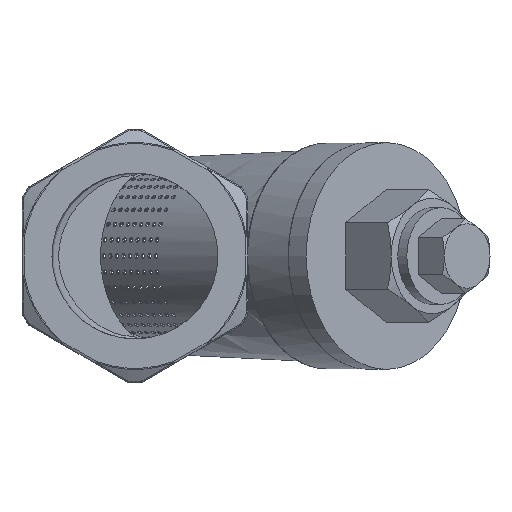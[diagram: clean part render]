
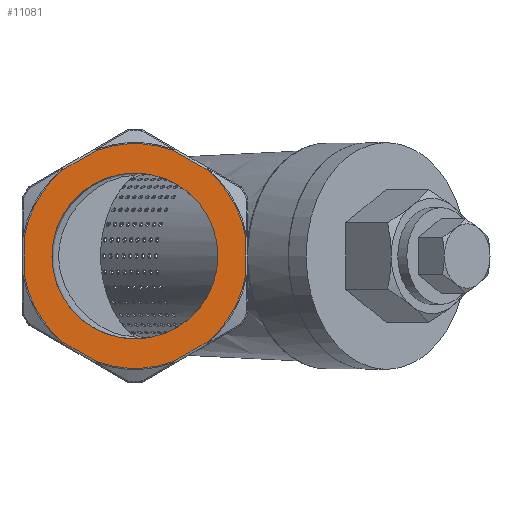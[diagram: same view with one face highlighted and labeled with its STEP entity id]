
A CAD part, left-side view. The second image highlights one B-rep face of the part: STEP entity #11081.
In plain terms, the highlighted planar face has unit normal (-1, 0, 0).
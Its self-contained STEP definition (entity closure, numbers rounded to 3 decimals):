
#1124=CIRCLE('',#11779,18.);
#1132=CIRCLE('',#11792,24.366);
#1188=CIRCLE('',#11889,24.366);
#1189=CIRCLE('',#11890,24.366);
#1190=CIRCLE('',#11891,24.366);
#1191=CIRCLE('',#11892,24.366);
#1192=CIRCLE('',#11893,24.366);
#2238=ORIENTED_EDGE('',*,*,#4861,.F.);
#2239=ORIENTED_EDGE('',*,*,#5021,.F.);
#2240=ORIENTED_EDGE('',*,*,#5022,.T.);
#2241=ORIENTED_EDGE('',*,*,#5023,.F.);
#2242=ORIENTED_EDGE('',*,*,#5024,.T.);
#2243=ORIENTED_EDGE('',*,*,#5025,.F.);
#2244=ORIENTED_EDGE('',*,*,#5026,.T.);
#2245=ORIENTED_EDGE('',*,*,#5027,.F.);
#2246=ORIENTED_EDGE('',*,*,#5028,.T.);
#2247=ORIENTED_EDGE('',*,*,#5029,.F.);
#2248=ORIENTED_EDGE('',*,*,#5030,.T.);
#2249=ORIENTED_EDGE('',*,*,#5031,.F.);
#2250=ORIENTED_EDGE('',*,*,#4877,.T.);
#4861=EDGE_CURVE('',#6276,#6276,#1124,.T.);
#4877=EDGE_CURVE('',#6290,#6289,#1132,.T.);
#5021=EDGE_CURVE('',#6402,#6289,#7341,.T.);
#5022=EDGE_CURVE('',#6402,#6403,#1188,.T.);
#5023=EDGE_CURVE('',#6404,#6403,#7342,.T.);
#5024=EDGE_CURVE('',#6404,#6405,#1189,.T.);
#5025=EDGE_CURVE('',#6406,#6405,#7343,.T.);
#5026=EDGE_CURVE('',#6406,#6407,#1190,.T.);
#5027=EDGE_CURVE('',#6408,#6407,#7344,.T.);
#5028=EDGE_CURVE('',#6408,#6409,#1191,.T.);
#5029=EDGE_CURVE('',#6410,#6409,#7345,.T.);
#5030=EDGE_CURVE('',#6410,#6411,#1192,.T.);
#5031=EDGE_CURVE('',#6290,#6411,#7346,.T.);
#6276=VERTEX_POINT('',#15857);
#6289=VERTEX_POINT('',#15926);
#6290=VERTEX_POINT('',#15928);
#6402=VERTEX_POINT('',#16449);
#6403=VERTEX_POINT('',#16451);
#6404=VERTEX_POINT('',#16453);
#6405=VERTEX_POINT('',#16455);
#6406=VERTEX_POINT('',#16457);
#6407=VERTEX_POINT('',#16459);
#6408=VERTEX_POINT('',#16461);
#6409=VERTEX_POINT('',#16463);
#6410=VERTEX_POINT('',#16465);
#6411=VERTEX_POINT('',#16467);
#7341=LINE('',#16448,#7502);
#7342=LINE('',#16452,#7503);
#7343=LINE('',#16456,#7504);
#7344=LINE('',#16460,#7505);
#7345=LINE('',#16464,#7506);
#7346=LINE('',#16468,#7507);
#7502=VECTOR('',#13176,1000.);
#7503=VECTOR('',#13179,1000.);
#7504=VECTOR('',#13182,1000.);
#7505=VECTOR('',#13185,1000.);
#7506=VECTOR('',#13188,1000.);
#7507=VECTOR('',#13191,1000.);
#7675=EDGE_LOOP('',(#2238));
#7676=EDGE_LOOP('',(#2239,#2240,#2241,#2242,#2243,#2244,#2245,#2246,#2247,
#2248,#2249,#2250));
#9356=FACE_BOUND('',#7675,.T.);
#9357=FACE_BOUND('',#7676,.T.);
#10985=PLANE('',#11888);
#11081=ADVANCED_FACE('',(#9356,#9357),#10985,.T.);
#11779=AXIS2_PLACEMENT_3D('',#15856,#12915,#12916);
#11792=AXIS2_PLACEMENT_3D('',#15927,#12941,#12942);
#11888=AXIS2_PLACEMENT_3D('',#16447,#13174,#13175);
#11889=AXIS2_PLACEMENT_3D('',#16450,#13177,#13178);
#11890=AXIS2_PLACEMENT_3D('',#16454,#13180,#13181);
#11891=AXIS2_PLACEMENT_3D('',#16458,#13183,#13184);
#11892=AXIS2_PLACEMENT_3D('',#16462,#13186,#13187);
#11893=AXIS2_PLACEMENT_3D('',#16466,#13189,#13190);
#12915=DIRECTION('',(-1.,0.,0.));
#12916=DIRECTION('',(0.,0.,1.));
#12941=DIRECTION('',(-1.,0.,0.));
#12942=DIRECTION('',(0.,0.,1.));
#13174=DIRECTION('',(-1.,0.,0.));
#13175=DIRECTION('',(0.,0.,-1.));
#13176=DIRECTION('',(0.,-0.866,0.5));
#13177=DIRECTION('',(-1.,0.,0.));
#13178=DIRECTION('',(0.,0.,1.));
#13179=DIRECTION('',(0.,0.,1.));
#13180=DIRECTION('',(-1.,0.,0.));
#13181=DIRECTION('',(0.,0.,1.));
#13182=DIRECTION('',(0.,0.866,0.5));
#13183=DIRECTION('',(-1.,0.,0.));
#13184=DIRECTION('',(0.,0.,1.));
#13185=DIRECTION('',(0.,0.866,-0.5));
#13186=DIRECTION('',(-1.,0.,0.));
#13187=DIRECTION('',(0.,0.,1.));
#13188=DIRECTION('',(0.,0.,-1.));
#13189=DIRECTION('',(-1.,0.,0.));
#13190=DIRECTION('',(0.,0.,1.));
#13191=DIRECTION('',(0.,-0.866,-0.5));
#15856=CARTESIAN_POINT('',(-52.5,0.,0.));
#15857=CARTESIAN_POINT('',(-52.5,0.,18.));
#15926=CARTESIAN_POINT('',(-52.5,8.356,22.888));
#15927=CARTESIAN_POINT('',(-52.5,0.,0.));
#15928=CARTESIAN_POINT('',(-52.5,-8.356,22.888));
#16447=CARTESIAN_POINT('',(-52.5,0.,0.));
#16448=CARTESIAN_POINT('',(-52.5,12.,20.785));
#16449=CARTESIAN_POINT('',(-52.5,15.644,18.681));
#16450=CARTESIAN_POINT('',(-52.5,0.,0.));
#16451=CARTESIAN_POINT('',(-52.5,24.,4.208));
#16452=CARTESIAN_POINT('',(-52.5,24.,0.));
#16453=CARTESIAN_POINT('',(-52.5,24.,-4.208));
#16454=CARTESIAN_POINT('',(-52.5,0.,0.));
#16455=CARTESIAN_POINT('',(-52.5,15.644,-18.681));
#16456=CARTESIAN_POINT('',(-52.5,12.,-20.785));
#16457=CARTESIAN_POINT('',(-52.5,8.356,-22.888));
#16458=CARTESIAN_POINT('',(-52.5,0.,0.));
#16459=CARTESIAN_POINT('',(-52.5,-8.356,-22.888));
#16460=CARTESIAN_POINT('',(-52.5,-12.,-20.785));
#16461=CARTESIAN_POINT('',(-52.5,-15.644,-18.681));
#16462=CARTESIAN_POINT('',(-52.5,0.,0.));
#16463=CARTESIAN_POINT('',(-52.5,-24.,-4.208));
#16464=CARTESIAN_POINT('',(-52.5,-24.,0.));
#16465=CARTESIAN_POINT('',(-52.5,-24.,4.208));
#16466=CARTESIAN_POINT('',(-52.5,0.,0.));
#16467=CARTESIAN_POINT('',(-52.5,-15.644,18.681));
#16468=CARTESIAN_POINT('',(-52.5,-12.,20.785));
